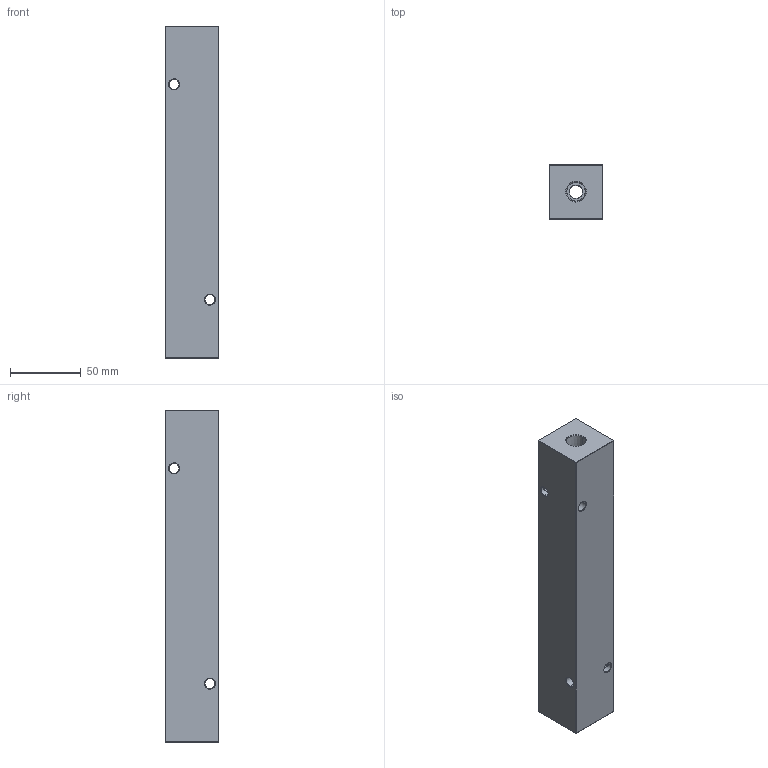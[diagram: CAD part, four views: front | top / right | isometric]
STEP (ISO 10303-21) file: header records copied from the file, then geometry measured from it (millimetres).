
FILE_DESCRIPTION (( 'STEP AP214' ), '1' );
FILE_NAME ('HM-6-0-P-4-4.STEP', '2020-02-28T16:07:28', ( '' ), ( '' ), 'SwSTEP 2.0', 'SolidWorks 2019', '' );
FILE_SCHEMA (( 'AUTOMOTIVE_DESIGN' ));
Length unit declared in the file: inch
Products named in the file (1): HM-6-0-P-4-4
Bounding box: 38.1 x 38.1 x 234.95 mm (x, y, z)
Volume: 306650.2 mm3; surface area: 50878.4 mm2
Topology: 1 solids, 1 shells, 489 faces, 1276 edges, 832 vertices
Faces by surface type: plane 255, bspline 168, cone 36, cylinder 30
Entity records: 29011 total; most frequent: CARTESIAN_POINT 12030, ORIENTED_EDGE 2552, DIRECTION 1628, EDGE_CURVE 1276, VERTEX_POINT 832, VECTOR 816, LINE 816, EDGE_LOOP 558
